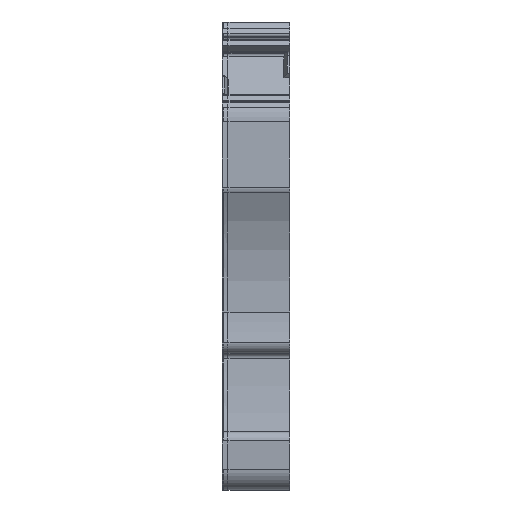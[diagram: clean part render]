
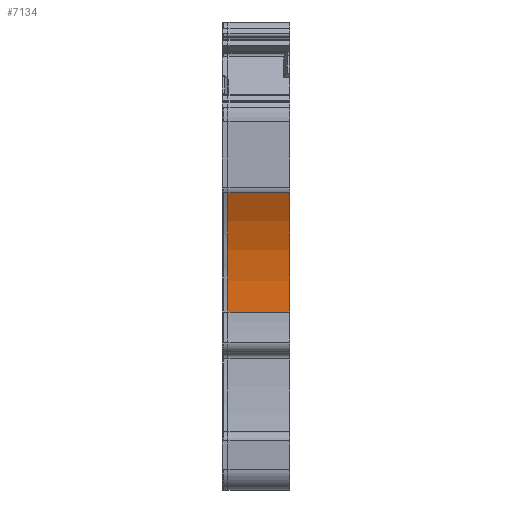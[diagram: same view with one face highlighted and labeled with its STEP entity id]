
A CAD part, front view. The second image highlights one B-rep face of the part: STEP entity #7134.
In plain terms, the highlighted cylindrical face has radius 20 mm (diameter 40 mm), a partial arc.
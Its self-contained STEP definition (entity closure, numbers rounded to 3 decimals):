
#981=AXIS2_PLACEMENT_3D('Circle Axis2P3D',#979,#980,$) ;
#7114=AXIS2_PLACEMENT_3D('Cylinder Axis2P3D',#7111,#7112,#7113) ;
#7118=AXIS2_PLACEMENT_3D('Circle Axis2P3D',#7116,#7117,$) ;
#976=CARTESIAN_POINT('Vertex',(6.1,0.119,27.08)) ;
#979=CARTESIAN_POINT('Axis2P3D Location',(6.1,-17.496,17.609)) ;
#983=CARTESIAN_POINT('Vertex',(6.1,2.454,16.2)) ;
#7092=CARTESIAN_POINT('Line Origine',(3.05,0.119,27.08)) ;
#7096=CARTESIAN_POINT('Vertex',(0.5,0.119,27.08)) ;
#7111=CARTESIAN_POINT('Axis2P3D Location',(3.05,-17.496,17.609)) ;
#7116=CARTESIAN_POINT('Axis2P3D Location',(0.5,-17.496,17.609)) ;
#7120=CARTESIAN_POINT('Vertex',(0.5,2.454,16.2)) ;
#7123=CARTESIAN_POINT('Line Origine',(3.05,2.454,16.2)) ;
#980=DIRECTION('Axis2P3D Direction',(-1.,0.,0.)) ;
#7093=DIRECTION('Vector Direction',(-1.,0.,0.)) ;
#7112=DIRECTION('Axis2P3D Direction',(-1.,0.,0.)) ;
#7113=DIRECTION('Axis2P3D XDirection',(0.,0.881,0.474)) ;
#7117=DIRECTION('Axis2P3D Direction',(-1.,0.,0.)) ;
#7124=DIRECTION('Vector Direction',(-1.,0.,0.)) ;
#7094=VECTOR('Line Direction',#7093,1.) ;
#7125=VECTOR('Line Direction',#7124,1.) ;
#7129=ORIENTED_EDGE('',*,*,#7122,.F.) ;
#7130=ORIENTED_EDGE('',*,*,#7127,.F.) ;
#7131=ORIENTED_EDGE('',*,*,#985,.T.) ;
#7132=ORIENTED_EDGE('',*,*,#7098,.T.) ;
#7134=ADVANCED_FACE('67989_BG_ZPE4-4AN_TP1.1\\Part1.1\\Hauptk\X2\00F6\X0\rper',(#7133),#7115,.F.) ;
#982=CIRCLE('generated circle',#981,20.) ;
#7119=CIRCLE('generated circle',#7118,20.) ;
#7115=CYLINDRICAL_SURFACE('generated cylinder',#7114,20.) ;
#985=EDGE_CURVE('',#984,#977,#982,.F.) ;
#7098=EDGE_CURVE('',#977,#7097,#7095,.T.) ;
#7122=EDGE_CURVE('',#7121,#7097,#7119,.F.) ;
#7127=EDGE_CURVE('',#984,#7121,#7126,.T.) ;
#7128=EDGE_LOOP('',(#7129,#7130,#7131,#7132)) ;
#7133=FACE_OUTER_BOUND('',#7128,.T.) ;
#7095=LINE('Line',#7092,#7094) ;
#7126=LINE('Line',#7123,#7125) ;
#977=VERTEX_POINT('',#976) ;
#984=VERTEX_POINT('',#983) ;
#7097=VERTEX_POINT('',#7096) ;
#7121=VERTEX_POINT('',#7120) ;
